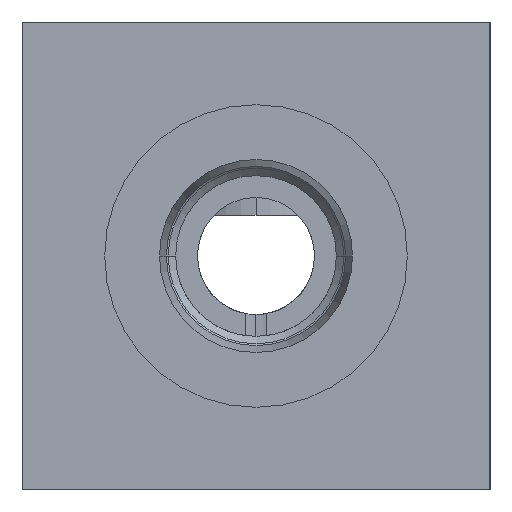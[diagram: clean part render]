
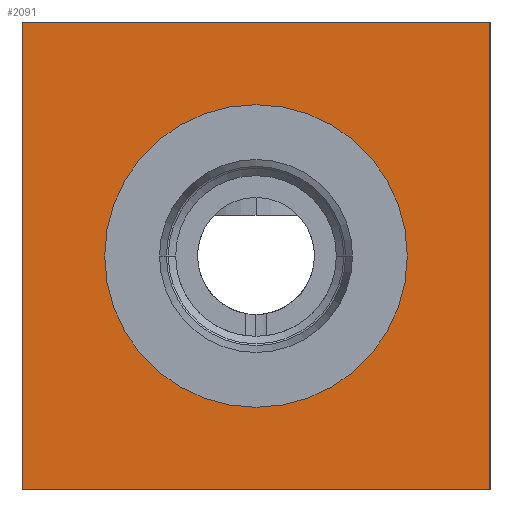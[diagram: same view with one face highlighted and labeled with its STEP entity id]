
A CAD part, left-side view. The second image highlights one B-rep face of the part: STEP entity #2091.
In plain terms, the highlighted planar face has unit normal (-1, 0, 0).
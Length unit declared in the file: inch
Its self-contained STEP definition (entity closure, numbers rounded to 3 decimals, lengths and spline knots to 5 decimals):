
#163=DIRECTION('',(0.,0.,1.));
#164=VECTOR('',#163,1.5);
#165=CARTESIAN_POINT('',(-2.75,0.,-0.75));
#166=LINE('',#165,#164);
#225=DIRECTION('',(0.,0.,1.));
#226=VECTOR('',#225,1.5);
#227=CARTESIAN_POINT('',(-2.75,1.5,-0.75));
#228=LINE('',#227,#226);
#283=DIRECTION('',(0.,1.,0.));
#284=VECTOR('',#283,1.5);
#285=CARTESIAN_POINT('',(-2.75,0.,0.75));
#286=LINE('',#285,#284);
#311=DIRECTION('',(0.,1.,0.));
#312=VECTOR('',#311,1.5);
#313=CARTESIAN_POINT('',(-2.75,0.,-0.75));
#314=LINE('',#313,#312);
#315=CARTESIAN_POINT('',(-2.75,0.75,0.));
#316=DIRECTION('',(-1.,0.,0.));
#317=DIRECTION('',(0.,1.,0.));
#318=AXIS2_PLACEMENT_3D('',#315,#316,#317);
#320=CARTESIAN_POINT('',(-2.75,0.75,0.));
#321=DIRECTION('',(-1.,0.,0.));
#322=DIRECTION('',(0.,-1.,0.));
#323=AXIS2_PLACEMENT_3D('',#320,#321,#322);
#1529=CARTESIAN_POINT('',(-2.75,0.,-0.75));
#1530=CARTESIAN_POINT('',(-2.75,0.,0.75));
#1531=VERTEX_POINT('',#1529);
#1532=VERTEX_POINT('',#1530);
#1537=CARTESIAN_POINT('',(-2.75,1.5,-0.75));
#1538=CARTESIAN_POINT('',(-2.75,1.5,0.75));
#1539=VERTEX_POINT('',#1537);
#1540=VERTEX_POINT('',#1538);
#1613=CARTESIAN_POINT('',(-2.75,1.235,0.));
#1614=CARTESIAN_POINT('',(-2.75,0.265,0.));
#1615=VERTEX_POINT('',#1613);
#1616=VERTEX_POINT('',#1614);
#2073=CARTESIAN_POINT('',(-2.75,0.,-0.75));
#2074=DIRECTION('',(-1.,0.,0.));
#2075=DIRECTION('',(0.,0.,1.));
#2076=AXIS2_PLACEMENT_3D('',#2073,#2074,#2075);
#2077=PLANE('',#2076);
#2078=ORIENTED_EDGE('',*,*,#1854,.F.);
#2080=ORIENTED_EDGE('',*,*,#2079,.T.);
#2081=ORIENTED_EDGE('',*,*,#1920,.T.);
#2082=ORIENTED_EDGE('',*,*,#2041,.F.);
#2083=EDGE_LOOP('',(#2078,#2080,#2081,#2082));
#2084=FACE_OUTER_BOUND('',#2083,.F.);
#2086=ORIENTED_EDGE('',*,*,#2085,.T.);
#2088=ORIENTED_EDGE('',*,*,#2087,.T.);
#2089=EDGE_LOOP('',(#2086,#2088));
#2090=FACE_BOUND('',#2089,.F.);
#2091=ADVANCED_FACE('',(#2084,#2090),#2077,.T.);
#319=CIRCLE('',#318,0.485);
#324=CIRCLE('',#323,0.485);
#1854=EDGE_CURVE('',#1531,#1532,#166,.T.);
#1920=EDGE_CURVE('',#1539,#1540,#228,.T.);
#2041=EDGE_CURVE('',#1532,#1540,#286,.T.);
#2079=EDGE_CURVE('',#1531,#1539,#314,.T.);
#2085=EDGE_CURVE('',#1615,#1616,#319,.T.);
#2087=EDGE_CURVE('',#1616,#1615,#324,.T.);
